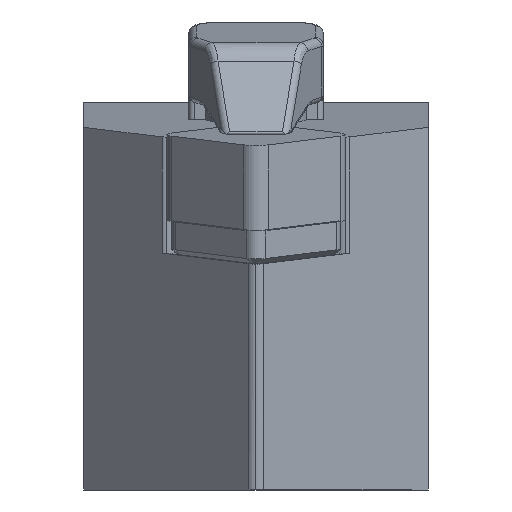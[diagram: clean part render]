
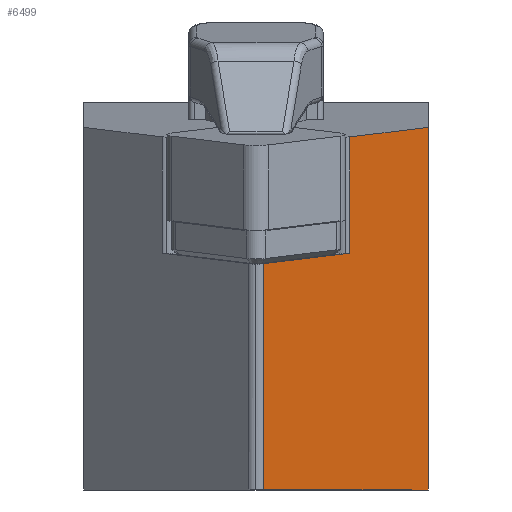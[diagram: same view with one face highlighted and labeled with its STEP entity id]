
A CAD part, left-side view. The second image highlights one B-rep face of the part: STEP entity #6499.
In plain terms, the highlighted planar face has unit normal (-0.702, -0.707, -0.086).
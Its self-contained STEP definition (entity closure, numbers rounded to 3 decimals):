
#227 = LINE ( 'NONE', #1321, #7732 ) ;
#634 = ORIENTED_EDGE ( 'NONE', *, *, #4044, .F. ) ;
#649 = EDGE_LOOP ( 'NONE', ( #4855, #3700, #5151, #7577, #750, #634 ) ) ;
#732 = EDGE_CURVE ( 'NONE', #2346, #1673, #227, .T. ) ;
#750 = ORIENTED_EDGE ( 'NONE', *, *, #4967, .F. ) ;
#800 = FACE_OUTER_BOUND ( 'NONE', #649, .T. ) ;
#920 = EDGE_CURVE ( 'NONE', #1786, #3181, #2681, .T. ) ;
#943 = VECTOR ( 'NONE', #3370, 1000. ) ;
#1167 = VECTOR ( 'NONE', #2631, 1000. ) ;
#1321 = CARTESIAN_POINT ( 'NONE',  ( -114.292, -15.876, 20.004 ) ) ;
#1426 = CARTESIAN_POINT ( 'NONE',  ( -120.389, -5.072, -19. ) ) ;
#1673 = VERTEX_POINT ( 'NONE', #3697 ) ;
#1735 = VECTOR ( 'NONE', #4753, 1000. ) ;
#1744 = AXIS2_PLACEMENT_3D ( 'NONE', #7829, #6600, #5948 ) ;
#1786 = VERTEX_POINT ( 'NONE', #6038 ) ;
#1873 = DIRECTION ( 'NONE',  ( 0.122, 0., -0.993 ) ) ;
#2167 = DIRECTION ( 'NONE',  ( 0.122, 0., -0.993 ) ) ;
#2278 = LINE ( 'NONE', #4672, #5338 ) ;
#2325 = LINE ( 'NONE', #7128, #5745 ) ;
#2346 = VERTEX_POINT ( 'NONE', #6337 ) ;
#2608 = CARTESIAN_POINT ( 'NONE',  ( -106.296, -23.164, 14.683 ) ) ;
#2623 = CARTESIAN_POINT ( 'NONE',  ( -117.568, -7.871, -19. ) ) ;
#2631 = DIRECTION ( 'NONE',  ( -0.71, 0.704, 0. ) ) ;
#2658 = CARTESIAN_POINT ( 'NONE',  ( -120.149, -7.871, 2.022 ) ) ;
#2681 = LINE ( 'NONE', #3531, #1735 ) ;
#2768 = CARTESIAN_POINT ( 'NONE',  ( -102.16, -23.164, -19. ) ) ;
#3181 = VERTEX_POINT ( 'NONE', #2623 ) ;
#3370 = DIRECTION ( 'NONE',  ( -0.702, 0.707, -0.086 ) ) ;
#3531 = CARTESIAN_POINT ( 'NONE',  ( -150.119, -7.871, 246.109 ) ) ;
#3697 = CARTESIAN_POINT ( 'NONE',  ( -112.204, -15.876, 2.997 ) ) ;
#3700 = ORIENTED_EDGE ( 'NONE', *, *, #732, .T. ) ;
#4044 = EDGE_CURVE ( 'NONE', #5001, #5762, #2278, .T. ) ;
#4436 = EDGE_CURVE ( 'NONE', #1673, #1786, #5992, .T. ) ;
#4672 = CARTESIAN_POINT ( 'NONE',  ( -134.94, -23.164, 247.973 ) ) ;
#4717 = PLANE ( 'NONE',  #1744 ) ;
#4753 = DIRECTION ( 'NONE',  ( 0.122, 0., -0.993 ) ) ;
#4855 = ORIENTED_EDGE ( 'NONE', *, *, #5864, .T. ) ;
#4967 = EDGE_CURVE ( 'NONE', #5762, #3181, #7059, .T. ) ;
#5001 = VERTEX_POINT ( 'NONE', #2608 ) ;
#5151 = ORIENTED_EDGE ( 'NONE', *, *, #4436, .T. ) ;
#5338 = VECTOR ( 'NONE', #2167, 1000. ) ;
#5745 = VECTOR ( 'NONE', #5898, 1000. ) ;
#5762 = VERTEX_POINT ( 'NONE', #2768 ) ;
#5864 = EDGE_CURVE ( 'NONE', #5001, #2346, #2325, .T. ) ;
#5898 = DIRECTION ( 'NONE',  ( -0.702, 0.707, -0.086 ) ) ;
#5948 = DIRECTION ( 'NONE',  ( -0.71, 0.704, 0. ) ) ;
#5992 = LINE ( 'NONE', #2658, #943 ) ;
#6038 = CARTESIAN_POINT ( 'NONE',  ( -120.149, -7.871, 2.022 ) ) ;
#6337 = CARTESIAN_POINT ( 'NONE',  ( -113.53, -15.876, 13.795 ) ) ;
#6499 = ADVANCED_FACE ( 'NONE', ( #800 ), #4717, .F. ) ;
#6600 = DIRECTION ( 'NONE',  ( 0.702, 0.707, 0.086 ) ) ;
#7059 = LINE ( 'NONE', #1426, #1167 ) ;
#7128 = CARTESIAN_POINT ( 'NONE',  ( -122.303, -7.037, 12.718 ) ) ;
#7577 = ORIENTED_EDGE ( 'NONE', *, *, #920, .T. ) ;
#7732 = VECTOR ( 'NONE', #1873, 1000. ) ;
#7829 = CARTESIAN_POINT ( 'NONE',  ( -150.119, -7.871, 246.109 ) ) ;
